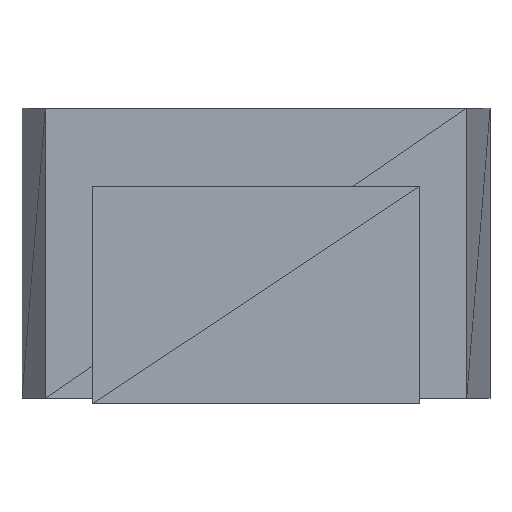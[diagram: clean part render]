
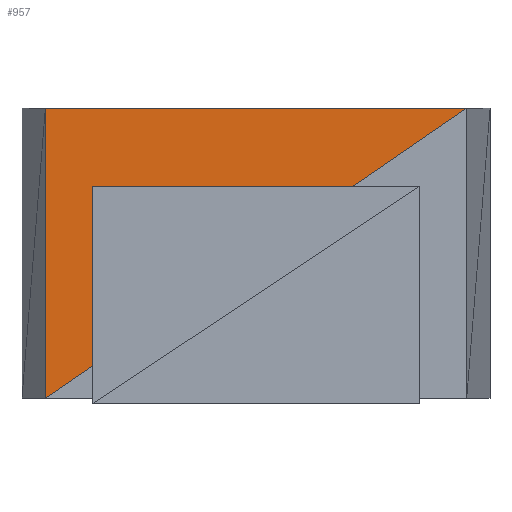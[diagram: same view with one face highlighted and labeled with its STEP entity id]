
A CAD part, left-side view. The second image highlights one B-rep face of the part: STEP entity #957.
In plain terms, the highlighted planar face has unit normal (-1, 0, 0).
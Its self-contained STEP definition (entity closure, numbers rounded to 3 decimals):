
#957=ADVANCED_FACE('',(#958),#984,.F.);
#958=FACE_OUTER_BOUND('',#959,.T.);
#959=EDGE_LOOP('',(#960,#962,#964));
#960=ORIENTED_EDGE('',*,*,#961,.T.);
#961=EDGE_CURVE('',#966,#968,#970,.T.);
#962=ORIENTED_EDGE('',*,*,#963,.T.);
#963=EDGE_CURVE('',#968,#974,#976,.T.);
#964=ORIENTED_EDGE('',*,*,#965,.T.);
#965=EDGE_CURVE('',#974,#966,#980,.T.);
#966=VERTEX_POINT('',#967);
#967=CARTESIAN_POINT('',(-17.78,11.43,16.053));
#968=VERTEX_POINT('',#969);
#969=CARTESIAN_POINT('',(-17.78,-11.43,16.053));
#970=LINE('',#971,#972);
#971=CARTESIAN_POINT('',(-17.78,11.43,16.053));
#972=VECTOR('',#973,1.0);
#973=DIRECTION('',(0.0,1.0,0.0));
#974=VERTEX_POINT('',#975);
#975=CARTESIAN_POINT('',(-17.78,11.43,0.305));
#976=LINE('',#977,#978);
#977=CARTESIAN_POINT('',(-17.78,-11.43,16.053));
#978=VECTOR('',#979,1.0);
#979=DIRECTION('',(0.0,-0.824,0.567));
#980=LINE('',#981,#982);
#981=CARTESIAN_POINT('',(-17.78,11.43,0.305));
#982=VECTOR('',#983,1.0);
#983=DIRECTION('',(0.0,0.0,-1.0));
#984=PLANE('',#985);
#985=AXIS2_PLACEMENT_3D('',#986,#987,#988);
#986=CARTESIAN_POINT('',(-17.78,-11.43,16.053));
#987=DIRECTION('',(1.0,0.0,0.0));
#988=DIRECTION('',(0.0,0.0,1.0));
